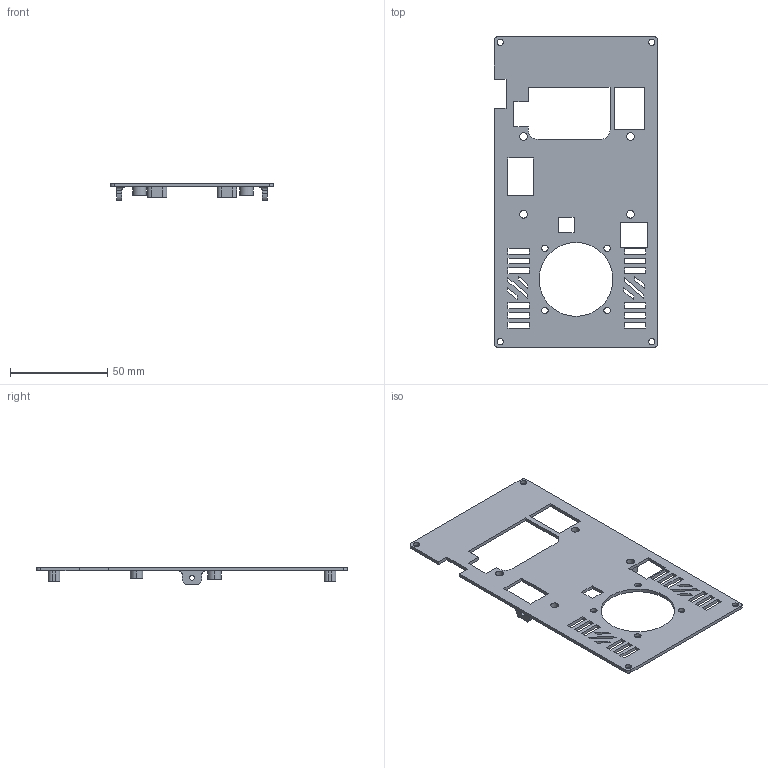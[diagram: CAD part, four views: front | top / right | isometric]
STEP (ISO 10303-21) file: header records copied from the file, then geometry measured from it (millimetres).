
FILE_DESCRIPTION (( 'STEP AP214' ), '1' );
FILE_NAME ('ºó¸Ç-voron_20250714.STEP', '2025-07-14T10:42:00', ( '' ), ( '' ), 'SwSTEP 2.0', 'SolidWorks 2018', '' );
FILE_SCHEMA (( 'AUTOMOTIVE_DESIGN' ));
Length unit declared in the file: millimetre
Products named in the file (1): 綴裔-voron_20250714
Bounding box: 84 x 160 x 8.7 mm (x, y, z)
Volume: 18231.7 mm3; surface area: 23337.4 mm2
Topology: 1 solids, 1 shells, 210 faces, 593 edges, 394 vertices
Faces by surface type: plane 140, cylinder 70
Entity records: 6965 total; most frequent: CARTESIAN_POINT 1210, ORIENTED_EDGE 1186, DIRECTION 1145, EDGE_CURVE 593, LINE 455, VECTOR 455, VERTEX_POINT 394, AXIS2_PLACEMENT_3D 345
